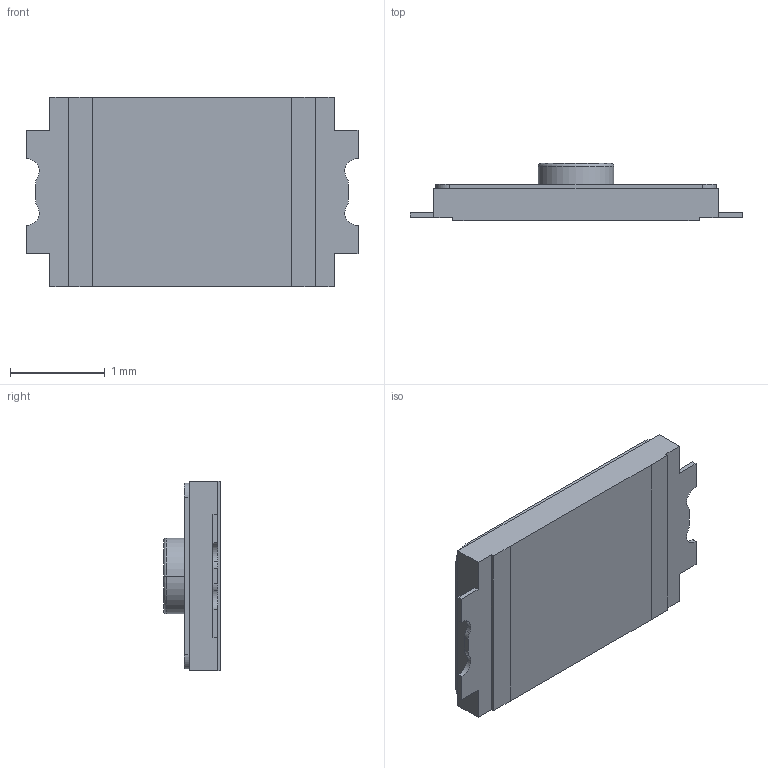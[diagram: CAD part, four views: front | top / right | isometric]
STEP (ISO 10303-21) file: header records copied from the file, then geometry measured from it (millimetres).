
FILE_DESCRIPTION((''),'2;1');
FILE_NAME('A003','2025-09-16T',('Administrator'),(''),'PRO/ENGINEER BY PARAMETRIC TECHNOLOGY CORPORATION, 2010280','PRO/ENGINEER BY PARAMETRIC TECHNOLOGY CORPORATION, 2010280','');
FILE_SCHEMA(('CONFIG_CONTROL_DESIGN'));
Length unit declared in the file: millimetre
Products named in the file (1): A003
Bounding box: 3.5 x 0.6 x 2 mm (x, y, z)
Volume: 2.4 mm3; surface area: 17.3 mm2
Topology: 1 solids, 1 shells, 50 faces, 136 edges, 90 vertices
Faces by surface type: plane 34, cylinder 14, torus 2
Entity records: 1614 total; most frequent: CARTESIAN_POINT 276, ORIENTED_EDGE 272, DIRECTION 268, EDGE_CURVE 136, VECTOR 104, LINE 104, VERTEX_POINT 90, AXIS2_PLACEMENT_3D 82
